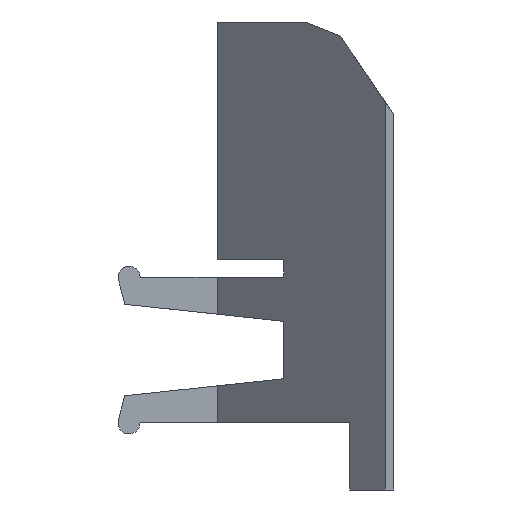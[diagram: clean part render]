
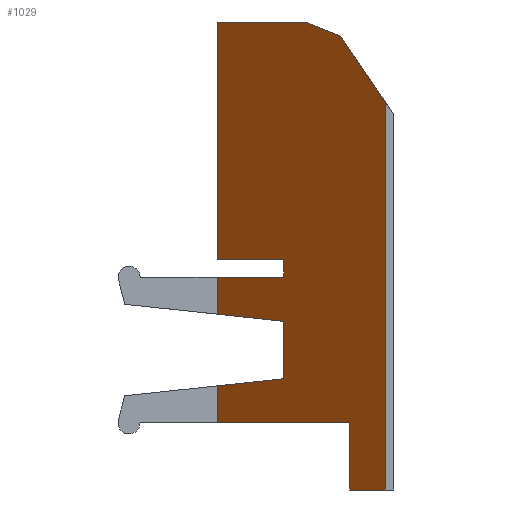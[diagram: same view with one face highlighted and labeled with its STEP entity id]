
A CAD part, front view. The second image highlights one B-rep face of the part: STEP entity #1029.
In plain terms, the highlighted planar face has unit normal (-0.707, -0.707, 0).
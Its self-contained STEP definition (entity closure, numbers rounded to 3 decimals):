
#49=FACE_OUTER_BOUND('',#102,.T.);
#102=EDGE_LOOP('',(#812,#813,#814,#815,#816,#817,#818,#819,#820,#821,#822,
#823,#824,#825,#826,#827,#828));
#206=LINE('',#1537,#345);
#210=LINE('',#1546,#349);
#211=LINE('',#1548,#350);
#212=LINE('',#1550,#351);
#213=LINE('',#1552,#352);
#214=LINE('',#1554,#353);
#215=LINE('',#1556,#354);
#216=LINE('',#1558,#355);
#217=LINE('',#1559,#356);
#218=LINE('',#1561,#357);
#219=LINE('',#1563,#358);
#220=LINE('',#1565,#359);
#221=LINE('',#1567,#360);
#222=LINE('',#1569,#361);
#223=LINE('',#1571,#362);
#224=LINE('',#1573,#363);
#225=LINE('',#1574,#364);
#345=VECTOR('',#1255,10.);
#349=VECTOR('',#1261,10.);
#350=VECTOR('',#1262,10.);
#351=VECTOR('',#1263,10.);
#352=VECTOR('',#1264,10.);
#353=VECTOR('',#1265,10.);
#354=VECTOR('',#1266,10.);
#355=VECTOR('',#1267,10.);
#356=VECTOR('',#1268,10.);
#357=VECTOR('',#1269,10.);
#358=VECTOR('',#1270,10.);
#359=VECTOR('',#1271,10.);
#360=VECTOR('',#1272,10.);
#361=VECTOR('',#1273,10.);
#362=VECTOR('',#1274,10.);
#363=VECTOR('',#1275,10.);
#364=VECTOR('',#1276,10.);
#463=VERTEX_POINT('',#1535);
#464=VERTEX_POINT('',#1536);
#467=VERTEX_POINT('',#1544);
#468=VERTEX_POINT('',#1545);
#469=VERTEX_POINT('',#1547);
#470=VERTEX_POINT('',#1549);
#471=VERTEX_POINT('',#1551);
#472=VERTEX_POINT('',#1553);
#473=VERTEX_POINT('',#1555);
#474=VERTEX_POINT('',#1557);
#475=VERTEX_POINT('',#1560);
#476=VERTEX_POINT('',#1562);
#477=VERTEX_POINT('',#1564);
#478=VERTEX_POINT('',#1566);
#479=VERTEX_POINT('',#1568);
#480=VERTEX_POINT('',#1570);
#481=VERTEX_POINT('',#1572);
#586=EDGE_CURVE('',#463,#464,#206,.T.);
#590=EDGE_CURVE('',#467,#468,#210,.T.);
#591=EDGE_CURVE('',#469,#467,#211,.T.);
#592=EDGE_CURVE('',#470,#469,#212,.T.);
#593=EDGE_CURVE('',#471,#470,#213,.T.);
#594=EDGE_CURVE('',#472,#471,#214,.T.);
#595=EDGE_CURVE('',#473,#472,#215,.T.);
#596=EDGE_CURVE('',#474,#473,#216,.T.);
#597=EDGE_CURVE('',#464,#474,#217,.T.);
#598=EDGE_CURVE('',#475,#463,#218,.T.);
#599=EDGE_CURVE('',#476,#475,#219,.T.);
#600=EDGE_CURVE('',#477,#476,#220,.T.);
#601=EDGE_CURVE('',#478,#477,#221,.T.);
#602=EDGE_CURVE('',#479,#478,#222,.T.);
#603=EDGE_CURVE('',#480,#479,#223,.T.);
#604=EDGE_CURVE('',#481,#480,#224,.T.);
#605=EDGE_CURVE('',#468,#481,#225,.T.);
#812=ORIENTED_EDGE('',*,*,#590,.F.);
#813=ORIENTED_EDGE('',*,*,#591,.F.);
#814=ORIENTED_EDGE('',*,*,#592,.F.);
#815=ORIENTED_EDGE('',*,*,#593,.F.);
#816=ORIENTED_EDGE('',*,*,#594,.F.);
#817=ORIENTED_EDGE('',*,*,#595,.F.);
#818=ORIENTED_EDGE('',*,*,#596,.F.);
#819=ORIENTED_EDGE('',*,*,#597,.F.);
#820=ORIENTED_EDGE('',*,*,#586,.F.);
#821=ORIENTED_EDGE('',*,*,#598,.F.);
#822=ORIENTED_EDGE('',*,*,#599,.F.);
#823=ORIENTED_EDGE('',*,*,#600,.F.);
#824=ORIENTED_EDGE('',*,*,#601,.F.);
#825=ORIENTED_EDGE('',*,*,#602,.F.);
#826=ORIENTED_EDGE('',*,*,#603,.F.);
#827=ORIENTED_EDGE('',*,*,#604,.F.);
#828=ORIENTED_EDGE('',*,*,#605,.F.);
#978=PLANE('',#1089);
#1029=ADVANCED_FACE('',(#49),#978,.F.);
#1089=AXIS2_PLACEMENT_3D('',#1543,#1259,#1260);
#1255=DIRECTION('',(0.,0.,-1.));
#1259=DIRECTION('center_axis',(0.707,0.707,0.));
#1260=DIRECTION('ref_axis',(-0.707,0.707,0.));
#1261=DIRECTION('',(-0.705,0.705,0.076));
#1262=DIRECTION('',(0.,0.,1.));
#1263=DIRECTION('',(0.707,-0.707,0.));
#1264=DIRECTION('',(0.705,-0.705,0.076));
#1265=DIRECTION('',(0.,0.,1.));
#1266=DIRECTION('',(-0.707,0.707,0.));
#1267=DIRECTION('',(0.,0.,1.));
#1268=DIRECTION('',(-0.707,0.707,0.));
#1269=DIRECTION('',(0.489,-0.489,-0.722));
#1270=DIRECTION('',(0.68,-0.68,-0.272));
#1271=DIRECTION('',(0.707,-0.707,0.));
#1272=DIRECTION('',(0.,0.,1.));
#1273=DIRECTION('',(-0.707,0.707,0.));
#1274=DIRECTION('',(0.,0.,1.));
#1275=DIRECTION('',(0.707,-0.707,0.));
#1276=DIRECTION('',(0.,0.,1.));
#1535=CARTESIAN_POINT('',(97.775,0.,6.236));
#1536=CARTESIAN_POINT('',(97.775,0.,-2.551));
#1537=CARTESIAN_POINT('',(97.775,0.,2.509));
#1543=CARTESIAN_POINT('Origin',(97.775,0.,2.269));
#1544=CARTESIAN_POINT('',(95.473,2.301,1.269));
#1545=CARTESIAN_POINT('',(93.967,3.808,1.431));
#1546=CARTESIAN_POINT('',(96.71,1.065,1.135));
#1547=CARTESIAN_POINT('',(95.473,2.301,-0.031));
#1548=CARTESIAN_POINT('',(95.473,2.301,1.119));
#1549=CARTESIAN_POINT('',(95.469,2.305,-0.031));
#1550=CARTESIAN_POINT('',(96.323,1.451,-0.031));
#1551=CARTESIAN_POINT('',(93.967,3.808,-0.193));
#1552=CARTESIAN_POINT('',(96.797,0.977,0.111));
#1553=CARTESIAN_POINT('',(93.967,3.808,-1.031));
#1554=CARTESIAN_POINT('',(93.967,3.808,2.269));
#1555=CARTESIAN_POINT('',(96.969,0.805,-1.031));
#1556=CARTESIAN_POINT('',(97.573,0.201,-1.031));
#1557=CARTESIAN_POINT('',(96.969,0.805,-2.551));
#1558=CARTESIAN_POINT('',(96.969,0.805,-0.141));
#1559=CARTESIAN_POINT('',(97.823,-0.049,-2.551));
#1560=CARTESIAN_POINT('',(96.762,1.012,7.731));
#1561=CARTESIAN_POINT('',(98.32,-0.545,5.431));
#1562=CARTESIAN_POINT('',(95.969,1.805,8.049));
#1563=CARTESIAN_POINT('',(98.027,-0.252,7.226));
#1564=CARTESIAN_POINT('',(93.969,3.805,8.049));
#1565=CARTESIAN_POINT('',(96.823,0.951,8.049));
#1566=CARTESIAN_POINT('',(93.969,3.805,2.669));
#1567=CARTESIAN_POINT('',(93.969,3.805,2.469));
#1568=CARTESIAN_POINT('',(95.473,2.301,2.669));
#1569=CARTESIAN_POINT('',(97.199,0.575,2.669));
#1570=CARTESIAN_POINT('',(95.473,2.301,2.269));
#1571=CARTESIAN_POINT('',(95.473,2.301,2.269));
#1572=CARTESIAN_POINT('',(93.967,3.808,2.269));
#1573=CARTESIAN_POINT('',(96.387,1.388,2.269));
#1574=CARTESIAN_POINT('',(93.967,3.808,2.269));
